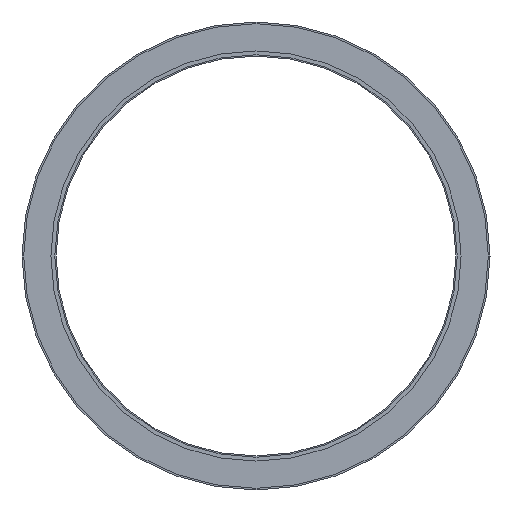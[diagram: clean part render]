
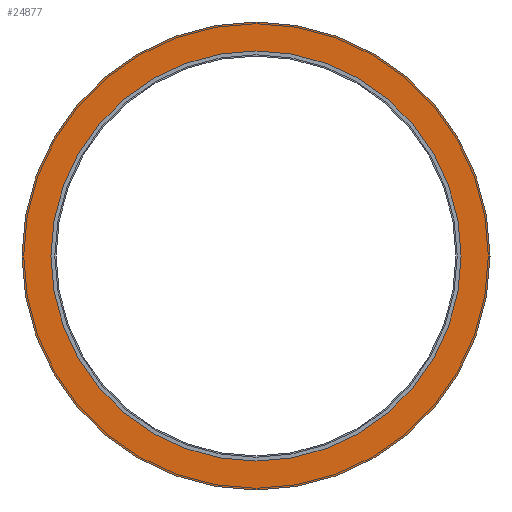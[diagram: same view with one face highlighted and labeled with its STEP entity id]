
A CAD part, left-side view. The second image highlights one B-rep face of the part: STEP entity #24877.
In plain terms, the highlighted planar face has unit normal (-1, 0, 0).
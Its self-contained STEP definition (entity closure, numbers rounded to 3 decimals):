
#380 = VERTEX_POINT ( 'NONE', #20963 ) ;
#1892 = DIRECTION ( 'NONE',  ( -1., 0., 0. ) ) ;
#2102 = DIRECTION ( 'NONE',  ( 1., 0., 0. ) ) ;
#4030 = AXIS2_PLACEMENT_3D ( 'NONE', #8105, #2102, #16190 ) ;
#4472 = AXIS2_PLACEMENT_3D ( 'NONE', #13940, #1892, #15964 ) ;
#5842 = DIRECTION ( 'NONE',  ( -1., 0., 0. ) ) ;
#6173 = FACE_BOUND ( 'NONE', #19634, .T. ) ;
#8105 = CARTESIAN_POINT ( 'NONE',  ( 2.2, 55., 0. ) ) ;
#10157 = PLANE ( 'NONE',  #4030 ) ;
#13507 = VERTEX_POINT ( 'NONE', #13931 ) ;
#13931 = CARTESIAN_POINT ( 'NONE',  ( 2.2, 0., -48.2 ) ) ;
#13940 = CARTESIAN_POINT ( 'NONE',  ( 2.2, 0., 0. ) ) ;
#14356 = EDGE_CURVE ( 'NONE', #380, #380, #16338, .T. ) ;
#14956 = ORIENTED_EDGE ( 'NONE', *, *, #22228, .F. ) ;
#15964 = DIRECTION ( 'NONE',  ( 0., 0., -1. ) ) ;
#16190 = DIRECTION ( 'NONE',  ( 0., 0., -1. ) ) ;
#16338 = CIRCLE ( 'NONE', #18880, 55. ) ;
#17887 = CARTESIAN_POINT ( 'NONE',  ( 2.2, 0., 0. ) ) ;
#18123 = ORIENTED_EDGE ( 'NONE', *, *, #14356, .T. ) ;
#18880 = AXIS2_PLACEMENT_3D ( 'NONE', #17887, #5842, #19871 ) ;
#19634 = EDGE_LOOP ( 'NONE', ( #14956 ) ) ;
#19871 = DIRECTION ( 'NONE',  ( 0., 0., 1. ) ) ;
#20963 = CARTESIAN_POINT ( 'NONE',  ( 2.2, 0., 55. ) ) ;
#21525 = FACE_OUTER_BOUND ( 'NONE', #24102, .T. ) ;
#22228 = EDGE_CURVE ( 'NONE', #13507, #13507, #22725, .T. ) ;
#22725 = CIRCLE ( 'NONE', #4472, 48.2 ) ;
#24102 = EDGE_LOOP ( 'NONE', ( #18123 ) ) ;
#24877 = ADVANCED_FACE ( 'NONE', ( #6173, #21525 ), #10157, .F. ) ;
